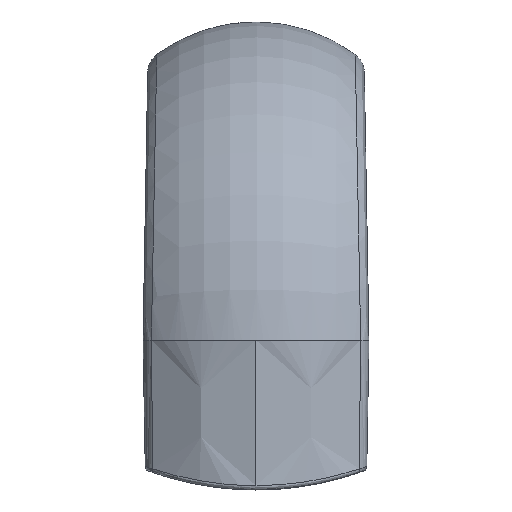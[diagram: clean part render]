
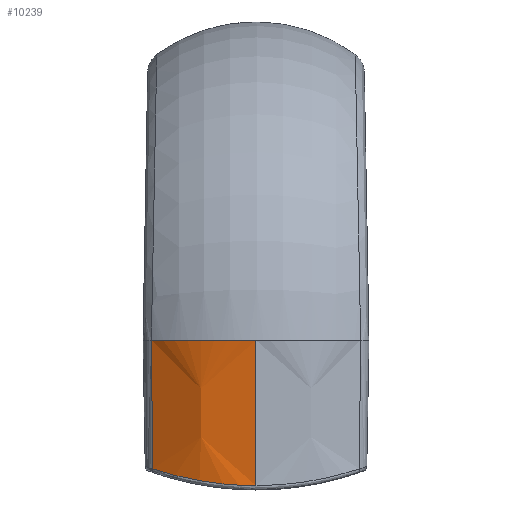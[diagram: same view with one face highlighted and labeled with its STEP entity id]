
A CAD part, left-side view. The second image highlights one B-rep face of the part: STEP entity #10239.
In plain terms, the highlighted conical face has half-angle 1 degrees and reference radius 74.848 mm.
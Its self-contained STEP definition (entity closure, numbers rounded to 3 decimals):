
#342 = EDGE_CURVE ( 'NONE', #718, #9310, #6632, .T. ) ;
#362 = B_SPLINE_CURVE_WITH_KNOTS ( 'NONE', 3,
 ( #8237, #8252, #8215, #8201, #8198, #8188, #8171, #8168, #8155, #8142, #8124, #8121, #8106, #8096, #8082, #8081, #8068, #8053, #8039, #8020, #8016, #7989, #7987, #7977, #7973, #7945, #7925, #7920, #7888, #7867, #7863, #7836, #7819, #7798, #7763, #7761, #7741, #7729, #7713, #7688, #7677, #7656, #7652, #7632, #7619, #7595, #7581, #7578, #7549, #7547, #7532, #7523, #7504, #7501, #7489, #7486, #7460, #7455, #7439, #7435, #7412, #10281, #5273, #2694 ),
 .UNSPECIFIED., .F., .F.,
 ( 4, 2, 2, 2, 1, 1, 1, 1, 1, 2, 2, 2, 2, 1, 1, 1, 1, 1, 2, 2, 2, 2, 1, 1, 1, 2, 2, 2, 1, 1, 1, 1, 2, 2, 2, 1, 1, 1, 1, 1, 2, 2, 4 ),
 ( 0., 0.125, 0.187, 0.219, 0.234, 0.242, 0.246, 0.248, 0.249, 0.25, 0.25, 0.375, 0.437, 0.469, 0.484, 0.492, 0.496, 0.498, 0.499, 0.5, 0.625, 0.687, 0.719, 0.734, 0.742, 0.746, 0.75, 0.812, 0.844, 0.859, 0.867, 0.871, 0.873, 0.875, 0.906, 0.922, 0.93, 0.934, 0.936, 0.937, 0.937, 0.937, 1. ),
 .UNSPECIFIED. ) ;
#465 = CONICAL_SURFACE ( 'NONE', #6221, 74.848, 0.017 ) ;
#536 = FACE_OUTER_BOUND ( 'NONE', #7658, .T. ) ;
#718 = VERTEX_POINT ( 'NONE', #11023 ) ;
#2694 = CARTESIAN_POINT ( 'NONE',  ( -73.709, 0., -18.275 ) ) ;
#4491 = CARTESIAN_POINT ( 'NONE',  ( -58.279, 46.966, 46.973 ) ) ;
#4822 = EDGE_CURVE ( 'NONE', #11047, #9031, #362, .T. ) ;
#5126 = CARTESIAN_POINT ( 'NONE',  ( -73.709, 0., -18.275 ) ) ;
#5273 = CARTESIAN_POINT ( 'NONE',  ( -73.709, 1.391, -18.266 ) ) ;
#5305 = CARTESIAN_POINT ( 'NONE',  ( 0., 0., 46.973 ) ) ;
#5338 = DIRECTION ( 'NONE',  ( 1., 0., 0. ) ) ;
#5357 = DIRECTION ( 'NONE',  ( 0., 0., -1. ) ) ;
#5470 = ORIENTED_EDGE ( 'NONE', *, *, #4822, .T. ) ;
#5563 = CARTESIAN_POINT ( 'NONE',  ( -74.848, 0., 46.973 ) ) ;
#5577 = CARTESIAN_POINT ( 'NONE',  ( -57.494, 46.335, -10.704 ) ) ;
#5614 = DIRECTION ( 'NONE',  ( -0.017, 0., 1. ) ) ;
#6221 = AXIS2_PLACEMENT_3D ( 'NONE', #13705, #13727, #13757 ) ;
#6632 = CIRCLE ( 'NONE', #7931, 74.848 ) ;
#7412 = CARTESIAN_POINT ( 'NONE',  ( -73.641, 3.176, -18.24 ) ) ;
#7435 = CARTESIAN_POINT ( 'NONE',  ( -73.641, 3.186, -18.24 ) ) ;
#7439 = CARTESIAN_POINT ( 'NONE',  ( -73.64, 3.202, -18.24 ) ) ;
#7455 = CARTESIAN_POINT ( 'NONE',  ( -73.639, 3.225, -18.239 ) ) ;
#7460 = CARTESIAN_POINT ( 'NONE',  ( -73.637, 3.28, -18.238 ) ) ;
#7486 = CARTESIAN_POINT ( 'NONE',  ( -73.632, 3.39, -18.236 ) ) ;
#7489 = CARTESIAN_POINT ( 'NONE',  ( -73.622, 3.612, -18.231 ) ) ;
#7501 = CARTESIAN_POINT ( 'NONE',  ( -73.599, 4.059, -18.22 ) ) ;
#7504 = CARTESIAN_POINT ( 'NONE',  ( -73.576, 4.449, -18.208 ) ) ;
#7523 = CARTESIAN_POINT ( 'NONE',  ( -73.526, 5.24, -18.182 ) ) ;
#7532 = CARTESIAN_POINT ( 'NONE',  ( -73.486, 5.78, -18.162 ) ) ;
#7547 = CARTESIAN_POINT ( 'NONE',  ( -73.436, 6.368, -18.136 ) ) ;
#7549 = CARTESIAN_POINT ( 'NONE',  ( -73.433, 6.399, -18.134 ) ) ;
#7578 = CARTESIAN_POINT ( 'NONE',  ( -73.428, 6.466, -18.131 ) ) ;
#7581 = CARTESIAN_POINT ( 'NONE',  ( -73.419, 6.565, -18.127 ) ) ;
#7595 = CARTESIAN_POINT ( 'NONE',  ( -73.398, 6.796, -18.116 ) ) ;
#7619 = CARTESIAN_POINT ( 'NONE',  ( -73.355, 7.257, -18.094 ) ) ;
#7632 = CARTESIAN_POINT ( 'NONE',  ( -73.261, 8.179, -18.047 ) ) ;
#7652 = CARTESIAN_POINT ( 'NONE',  ( -73.169, 8.966, -18. ) ) ;
#7656 = CARTESIAN_POINT ( 'NONE',  ( -72.967, 10.536, -17.897 ) ) ;
#7658 = EDGE_LOOP ( 'NONE', ( #5470, #8100, #8375, #8482 ) ) ;
#7677 = CARTESIAN_POINT ( 'NONE',  ( -72.81, 11.576, -17.818 ) ) ;
#7688 = CARTESIAN_POINT ( 'NONE',  ( -72.621, 12.674, -17.723 ) ) ;
#7713 = CARTESIAN_POINT ( 'NONE',  ( -72.611, 12.735, -17.718 ) ) ;
#7729 = CARTESIAN_POINT ( 'NONE',  ( -72.589, 12.861, -17.706 ) ) ;
#7741 = CARTESIAN_POINT ( 'NONE',  ( -72.555, 13.05, -17.69 ) ) ;
#7761 = CARTESIAN_POINT ( 'NONE',  ( -72.476, 13.492, -17.65 ) ) ;
#7763 = CARTESIAN_POINT ( 'NONE',  ( -72.309, 14.376, -17.566 ) ) ;
#7798 = CARTESIAN_POINT ( 'NONE',  ( -72.155, 15.135, -17.488 ) ) ;
#7819 = CARTESIAN_POINT ( 'NONE',  ( -71.828, 16.654, -17.324 ) ) ;
#7836 = CARTESIAN_POINT ( 'NONE',  ( -71.587, 17.669, -17.203 ) ) ;
#7863 = CARTESIAN_POINT ( 'NONE',  ( -70.796, 20.715, -16.809 ) ) ;
#7867 = CARTESIAN_POINT ( 'NONE',  ( -70.176, 22.748, -16.503 ) ) ;
#7888 = CARTESIAN_POINT ( 'NONE',  ( -69.454, 24.791, -16.151 ) ) ;
#7920 = CARTESIAN_POINT ( 'NONE',  ( -69.45, 24.804, -16.149 ) ) ;
#7925 = CARTESIAN_POINT ( 'NONE',  ( -69.439, 24.834, -16.144 ) ) ;
#7931 = AXIS2_PLACEMENT_3D ( 'NONE', #5305, #5357, #5338 ) ;
#7944 = B_SPLINE_CURVE_WITH_KNOTS ( 'NONE', 1,
 ( #10978, #12590 ),
 .UNSPECIFIED., .F., .F.,
 ( 2, 2 ),
 ( 0., 1. ),
 .UNSPECIFIED. ) ;
#7945 = CARTESIAN_POINT ( 'NONE',  ( -69.424, 24.877, -16.136 ) ) ;
#7973 = CARTESIAN_POINT ( 'NONE',  ( -69.388, 24.979, -16.118 ) ) ;
#7977 = CARTESIAN_POINT ( 'NONE',  ( -69.315, 25.182, -16.083 ) ) ;
#7987 = CARTESIAN_POINT ( 'NONE',  ( -69.168, 25.589, -16.011 ) ) ;
#7989 = CARTESIAN_POINT ( 'NONE',  ( -68.865, 26.405, -15.864 ) ) ;
#8016 = CARTESIAN_POINT ( 'NONE',  ( -68.593, 27.108, -15.732 ) ) ;
#8020 = CARTESIAN_POINT ( 'NONE',  ( -68.03, 28.517, -15.46 ) ) ;
#8039 = CARTESIAN_POINT ( 'NONE',  ( -67.631, 29.46, -15.269 ) ) ;
#8053 = CARTESIAN_POINT ( 'NONE',  ( -66.357, 32.301, -14.662 ) ) ;
#8068 = CARTESIAN_POINT ( 'NONE',  ( -65.407, 34.208, -14.216 ) ) ;
#8081 = CARTESIAN_POINT ( 'NONE',  ( -64.343, 36.122, -13.725 ) ) ;
#8082 = CARTESIAN_POINT ( 'NONE',  ( -64.34, 36.126, -13.724 ) ) ;
#8096 = CARTESIAN_POINT ( 'NONE',  ( -64.333, 36.138, -13.721 ) ) ;
#8100 = ORIENTED_EDGE ( 'NONE', *, *, #13426, .T. ) ;
#8106 = CARTESIAN_POINT ( 'NONE',  ( -64.323, 36.156, -13.716 ) ) ;
#8121 = CARTESIAN_POINT ( 'NONE',  ( -64.3, 36.199, -13.705 ) ) ;
#8124 = CARTESIAN_POINT ( 'NONE',  ( -64.252, 36.284, -13.684 ) ) ;
#8142 = CARTESIAN_POINT ( 'NONE',  ( -64.157, 36.454, -13.64 ) ) ;
#8155 = CARTESIAN_POINT ( 'NONE',  ( -63.964, 36.796, -13.551 ) ) ;
#8168 = CARTESIAN_POINT ( 'NONE',  ( -63.794, 37.092, -13.473 ) ) ;
#8171 = CARTESIAN_POINT ( 'NONE',  ( -63.448, 37.689, -13.314 ) ) ;
#8188 = CARTESIAN_POINT ( 'NONE',  ( -63.209, 38.092, -13.205 ) ) ;
#8198 = CARTESIAN_POINT ( 'NONE',  ( -62.466, 39.318, -12.868 ) ) ;
#8201 = CARTESIAN_POINT ( 'NONE',  ( -61.937, 40.156, -12.629 ) ) ;
#8215 = CARTESIAN_POINT ( 'NONE',  ( -60.236, 42.724, -11.874 ) ) ;
#8237 = CARTESIAN_POINT ( 'NONE',  ( -57.494, 46.335, -10.704 ) ) ;
#8252 = CARTESIAN_POINT ( 'NONE',  ( -58.953, 44.508, -11.316 ) ) ;
#8375 = ORIENTED_EDGE ( 'NONE', *, *, #342, .T. ) ;
#8482 = ORIENTED_EDGE ( 'NONE', *, *, #13204, .F. ) ;
#9031 = VERTEX_POINT ( 'NONE', #5126 ) ;
#9310 = VERTEX_POINT ( 'NONE', #4491 ) ;
#10239 = ADVANCED_FACE ( 'NONE', ( #536 ), #465, .T. ) ;
#10281 = CARTESIAN_POINT ( 'NONE',  ( -73.672, 2.448, -18.255 ) ) ;
#10978 = CARTESIAN_POINT ( 'NONE',  ( -57.494, 46.335, -10.704 ) ) ;
#11023 = CARTESIAN_POINT ( 'NONE',  ( -74.848, 0., 46.973 ) ) ;
#11047 = VERTEX_POINT ( 'NONE', #5577 ) ;
#12516 = VECTOR ( 'NONE', #5614, 1000. ) ;
#12590 = CARTESIAN_POINT ( 'NONE',  ( -58.279, 46.966, 46.973 ) ) ;
#12641 = LINE ( 'NONE', #5563, #12516 ) ;
#13204 = EDGE_CURVE ( 'NONE', #11047, #9310, #7944, .T. ) ;
#13426 = EDGE_CURVE ( 'NONE', #9031, #718, #12641, .T. ) ;
#13705 = CARTESIAN_POINT ( 'NONE',  ( 0., 0., 46.973 ) ) ;
#13727 = DIRECTION ( 'NONE',  ( 0., 0., 1. ) ) ;
#13757 = DIRECTION ( 'NONE',  ( -1., 0., 0. ) ) ;
